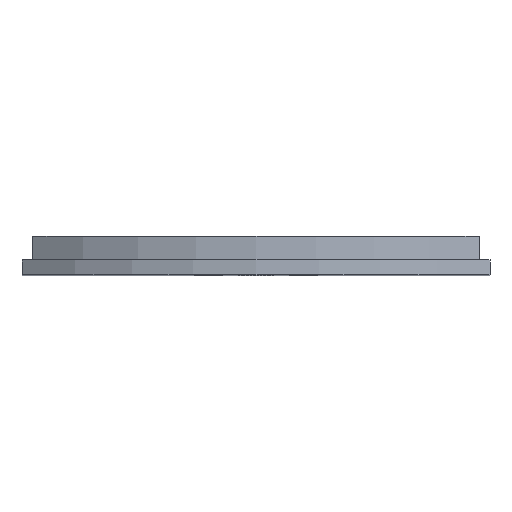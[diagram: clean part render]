
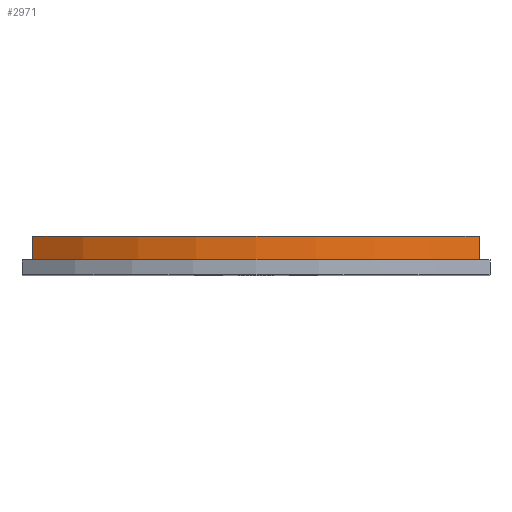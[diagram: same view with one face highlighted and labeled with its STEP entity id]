
A CAD part, top view. The second image highlights one B-rep face of the part: STEP entity #2971.
In plain terms, the highlighted cylindrical face has radius 75.8 mm (diameter 151.6 mm), a partial arc.
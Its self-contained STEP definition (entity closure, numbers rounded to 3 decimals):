
#7 = ORIENTED_EDGE ( 'NONE', *, *, #3253, .T. ) ;
#78 = DIRECTION ( 'NONE',  ( 0., 0., 1. ) ) ;
#147 = CARTESIAN_POINT ( 'NONE',  ( 0., 3., 0. ) ) ;
#167 = DIRECTION ( 'NONE',  ( 0., 1., 0. ) ) ;
#247 = DIRECTION ( 'NONE',  ( 0., -1., 0. ) ) ;
#395 = CARTESIAN_POINT ( 'NONE',  ( 0., 7.8, 0. ) ) ;
#459 = DIRECTION ( 'NONE',  ( 0., -1., 0. ) ) ;
#522 = CARTESIAN_POINT ( 'NONE',  ( 0., 7.8, 0. ) ) ;
#531 = LINE ( 'NONE', #1644, #819 ) ;
#645 = CARTESIAN_POINT ( 'NONE',  ( 45.3, 7.8, 60.775 ) ) ;
#673 = VERTEX_POINT ( 'NONE', #2866 ) ;
#688 = CIRCLE ( 'NONE', #1563, 75.8 ) ;
#819 = VECTOR ( 'NONE', #247, 1000. ) ;
#937 = VERTEX_POINT ( 'NONE', #2761 ) ;
#1057 = ORIENTED_EDGE ( 'NONE', *, *, #2875, .F. ) ;
#1183 = ORIENTED_EDGE ( 'NONE', *, *, #2179, .T. ) ;
#1349 = EDGE_CURVE ( 'NONE', #937, #2710, #3545, .T. ) ;
#1496 = DIRECTION ( 'NONE',  ( 0., 1., 0. ) ) ;
#1563 = AXIS2_PLACEMENT_3D ( 'NONE', #147, #167, #3446 ) ;
#1601 = LINE ( 'NONE', #2659, #2723 ) ;
#1644 = CARTESIAN_POINT ( 'NONE',  ( -45.3, 7.8, 60.775 ) ) ;
#1996 = DIRECTION ( 'NONE',  ( 0., 0., -1. ) ) ;
#2074 = EDGE_LOOP ( 'NONE', ( #1183, #1057, #3553, #7 ) ) ;
#2179 = EDGE_CURVE ( 'NONE', #673, #2873, #688, .T. ) ;
#2274 = AXIS2_PLACEMENT_3D ( 'NONE', #522, #3109, #1996 ) ;
#2441 = CARTESIAN_POINT ( 'NONE',  ( 45.3, 3., 60.775 ) ) ;
#2476 = CYLINDRICAL_SURFACE ( 'NONE', #2274, 75.8 ) ;
#2564 = AXIS2_PLACEMENT_3D ( 'NONE', #395, #1496, #78 ) ;
#2659 = CARTESIAN_POINT ( 'NONE',  ( 45.3, 7.8, 60.775 ) ) ;
#2710 = VERTEX_POINT ( 'NONE', #645 ) ;
#2723 = VECTOR ( 'NONE', #459, 1000. ) ;
#2761 = CARTESIAN_POINT ( 'NONE',  ( -45.3, 7.8, 60.775 ) ) ;
#2866 = CARTESIAN_POINT ( 'NONE',  ( -45.3, 3., 60.775 ) ) ;
#2873 = VERTEX_POINT ( 'NONE', #2441 ) ;
#2875 = EDGE_CURVE ( 'NONE', #2710, #2873, #1601, .T. ) ;
#2971 = ADVANCED_FACE ( 'NONE', ( #3076 ), #2476, .T. ) ;
#3076 = FACE_OUTER_BOUND ( 'NONE', #2074, .T. ) ;
#3109 = DIRECTION ( 'NONE',  ( 0., -1., 0. ) ) ;
#3253 = EDGE_CURVE ( 'NONE', #937, #673, #531, .T. ) ;
#3446 = DIRECTION ( 'NONE',  ( 0., 0., 1. ) ) ;
#3545 = CIRCLE ( 'NONE', #2564, 75.8 ) ;
#3553 = ORIENTED_EDGE ( 'NONE', *, *, #1349, .F. ) ;
